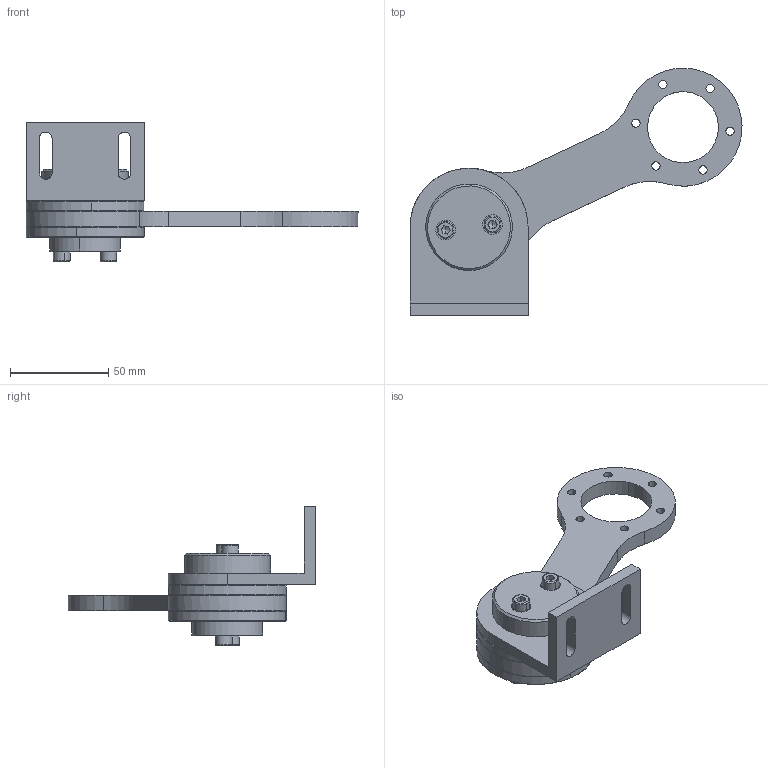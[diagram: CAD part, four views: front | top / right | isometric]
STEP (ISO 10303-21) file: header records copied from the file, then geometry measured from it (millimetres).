
FILE_DESCRIPTION((''),'2;1');
FILE_NAME('CAD-6833_SW0001','2020-03-18T11:36:48',('creinig-se'),(''),'CREO PARAMETRIC BY PTC INC, 2019292','CREO PARAMETRIC BY PTC INC, 2019292','');
FILE_SCHEMA(('CONFIG_CONTROL_DESIGN','SHAPE_APPEARANCE_LAYERS_GROUPS'));
Length unit declared in the file: millimetre
Products named in the file (1): CAD-6833_SW0001
Bounding box: 168.68 x 125.86 x 70.9 mm (x, y, z)
Volume: 124299 mm3; surface area: 48158.4 mm2
Topology: 2 solids, 2 shells, 271 faces, 693 edges, 457 vertices
Faces by surface type: cylinder 123, plane 100, cone 36, torus 12
Entity records: 10825 total; most frequent: CARTESIAN_POINT 2014, DIRECTION 1499, ORIENTED_EDGE 1352, EDGE_CURVE 676, AXIS2_PLACEMENT_3D 596, VERTEX_POINT 451, EDGE_LOOP 347, CIRCLE 324
